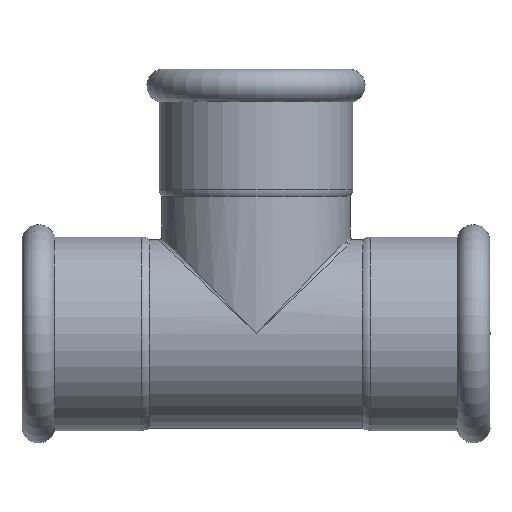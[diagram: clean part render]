
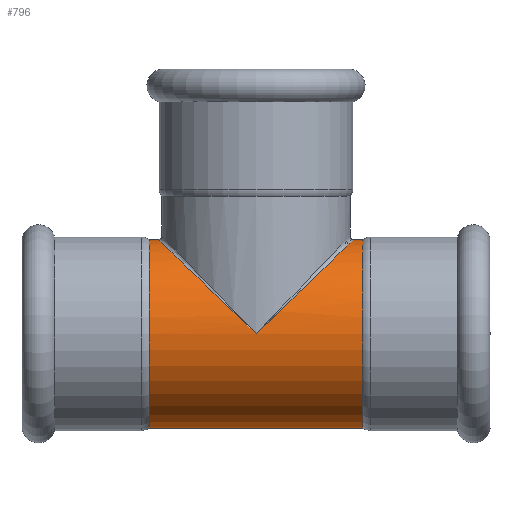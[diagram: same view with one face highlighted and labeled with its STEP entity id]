
A CAD part, front view. The second image highlights one B-rep face of the part: STEP entity #796.
In plain terms, the highlighted cylindrical face has radius 28 mm (diameter 56 mm), a full revolution.
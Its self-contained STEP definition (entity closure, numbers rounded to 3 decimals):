
#20=ELLIPSE('',#901,40.311,28.);
#22=ELLIPSE('',#903,40.311,28.);
#38=LINE('',#1952,#59);
#39=LINE('',#1954,#60);
#59=VECTOR('',#1126,28.);
#60=VECTOR('',#1127,28.);
#80=CYLINDRICAL_SURFACE('',#904,28.);
#106=FACE_OUTER_BOUND('',#144,.T.);
#144=EDGE_LOOP('',(#586,#587,#588,#589,#590,#591,#592,#593,#594,#595,#596,
#597));
#215=CIRCLE('',#905,28.);
#216=CIRCLE('',#906,28.);
#217=CIRCLE('',#907,28.);
#218=CIRCLE('',#908,28.);
#219=CIRCLE('',#909,28.);
#220=CIRCLE('',#910,28.);
#315=VERTEX_POINT('',#1888);
#317=VERTEX_POINT('',#1891);
#318=VERTEX_POINT('',#1947);
#319=VERTEX_POINT('',#1948);
#320=VERTEX_POINT('',#1950);
#321=VERTEX_POINT('',#1953);
#322=VERTEX_POINT('',#1955);
#323=VERTEX_POINT('',#1957);
#425=EDGE_CURVE('',#317,#315,#20,.T.);
#427=EDGE_CURVE('',#315,#317,#22,.T.);
#428=EDGE_CURVE('',#318,#319,#215,.T.);
#429=EDGE_CURVE('',#320,#318,#216,.T.);
#430=EDGE_CURVE('',#320,#317,#38,.T.);
#431=EDGE_CURVE('',#317,#321,#39,.T.);
#432=EDGE_CURVE('',#321,#322,#217,.T.);
#433=EDGE_CURVE('',#322,#323,#218,.T.);
#434=EDGE_CURVE('',#323,#321,#219,.T.);
#435=EDGE_CURVE('',#319,#320,#220,.T.);
#586=ORIENTED_EDGE('',*,*,#428,.F.);
#587=ORIENTED_EDGE('',*,*,#429,.F.);
#588=ORIENTED_EDGE('',*,*,#430,.T.);
#589=ORIENTED_EDGE('',*,*,#431,.T.);
#590=ORIENTED_EDGE('',*,*,#432,.T.);
#591=ORIENTED_EDGE('',*,*,#433,.T.);
#592=ORIENTED_EDGE('',*,*,#434,.T.);
#593=ORIENTED_EDGE('',*,*,#431,.F.);
#594=ORIENTED_EDGE('',*,*,#427,.F.);
#595=ORIENTED_EDGE('',*,*,#425,.F.);
#596=ORIENTED_EDGE('',*,*,#430,.F.);
#597=ORIENTED_EDGE('',*,*,#435,.F.);
#796=ADVANCED_FACE('',(#106),#80,.T.);
#901=AXIS2_PLACEMENT_3D('',#1893,#1114,#1115);
#903=AXIS2_PLACEMENT_3D('',#1945,#1118,#1119);
#904=AXIS2_PLACEMENT_3D('',#1946,#1120,#1121);
#905=AXIS2_PLACEMENT_3D('',#1949,#1122,#1123);
#906=AXIS2_PLACEMENT_3D('',#1951,#1124,#1125);
#907=AXIS2_PLACEMENT_3D('',#1956,#1128,#1129);
#908=AXIS2_PLACEMENT_3D('',#1958,#1130,#1131);
#909=AXIS2_PLACEMENT_3D('',#1959,#1132,#1133);
#910=AXIS2_PLACEMENT_3D('',#1960,#1134,#1135);
#1114=DIRECTION('center_axis',(-0.695,0.,0.719));
#1115=DIRECTION('ref_axis',(0.719,0.,0.695));
#1118=DIRECTION('center_axis',(0.695,0.,0.719));
#1119=DIRECTION('ref_axis',(-0.719,0.,0.695));
#1120=DIRECTION('center_axis',(1.,0.,0.));
#1121=DIRECTION('ref_axis',(0.,1.,0.));
#1122=DIRECTION('center_axis',(1.,0.,0.));
#1123=DIRECTION('ref_axis',(0.,1.,0.));
#1124=DIRECTION('center_axis',(1.,0.,0.));
#1125=DIRECTION('ref_axis',(0.,1.,0.));
#1126=DIRECTION('',(-1.,0.,0.));
#1127=DIRECTION('',(-1.,0.,0.));
#1128=DIRECTION('center_axis',(1.,0.,0.));
#1129=DIRECTION('ref_axis',(0.,1.,0.));
#1130=DIRECTION('center_axis',(1.,0.,0.));
#1131=DIRECTION('ref_axis',(0.,1.,0.));
#1132=DIRECTION('center_axis',(1.,0.,0.));
#1133=DIRECTION('ref_axis',(0.,1.,0.));
#1134=DIRECTION('center_axis',(1.,0.,0.));
#1135=DIRECTION('ref_axis',(0.,1.,0.));
#1888=CARTESIAN_POINT('',(0.,28.,0.));
#1891=CARTESIAN_POINT('',(0.,-28.,0.));
#1893=CARTESIAN_POINT('Origin',(0.,0.,0.));
#1945=CARTESIAN_POINT('Origin',(0.,0.,0.));
#1946=CARTESIAN_POINT('Origin',(26.817,0.,0.));
#1947=CARTESIAN_POINT('',(31.735,28.,0.));
#1948=CARTESIAN_POINT('',(31.735,0.,28.));
#1949=CARTESIAN_POINT('Origin',(31.735,0.,0.));
#1950=CARTESIAN_POINT('',(31.735,-28.,0.));
#1951=CARTESIAN_POINT('Origin',(31.735,0.,0.));
#1952=CARTESIAN_POINT('',(26.817,-28.,0.));
#1953=CARTESIAN_POINT('',(-31.735,-28.,0.));
#1954=CARTESIAN_POINT('',(26.817,-28.,0.));
#1955=CARTESIAN_POINT('',(-31.735,28.,0.));
#1956=CARTESIAN_POINT('Origin',(-31.735,0.,0.));
#1957=CARTESIAN_POINT('',(-31.735,0.,28.));
#1958=CARTESIAN_POINT('Origin',(-31.735,0.,0.));
#1959=CARTESIAN_POINT('Origin',(-31.735,0.,0.));
#1960=CARTESIAN_POINT('Origin',(31.735,0.,0.));
